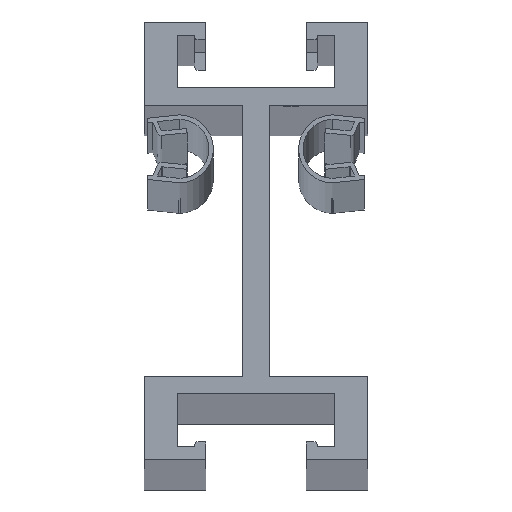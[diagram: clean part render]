
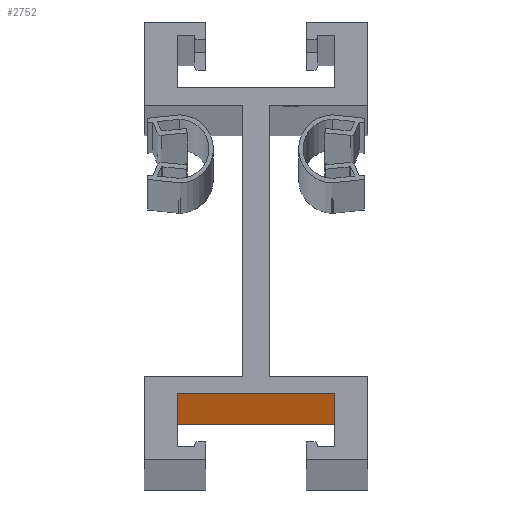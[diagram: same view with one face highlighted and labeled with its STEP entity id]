
A CAD part, top view. The second image highlights one B-rep face of the part: STEP entity #2752.
In plain terms, the highlighted planar face has unit normal (0, -1, 0).
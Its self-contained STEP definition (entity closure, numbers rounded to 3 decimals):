
#229 = CARTESIAN_POINT ( 'NONE',  ( 266.612, 480.744, 4337.519 ) ) ;
#301 = DIRECTION ( 'NONE',  ( 0., 0., -1. ) ) ;
#303 = DIRECTION ( 'NONE',  ( 1., 0., 0. ) ) ;
#381 = VERTEX_POINT ( 'NONE', #4744 ) ;
#773 = PLANE ( 'NONE',  #1965 ) ;
#1162 = CARTESIAN_POINT ( 'NONE',  ( 266.612, 480.744, 337.519 ) ) ;
#1276 = EDGE_CURVE ( 'NONE', #2023, #381, #2135, .T. ) ;
#1340 = VECTOR ( 'NONE', #4898, 1000. ) ;
#1349 = EDGE_CURVE ( 'NONE', #2023, #4462, #3682, .T. ) ;
#1362 = ORIENTED_EDGE ( 'NONE', *, *, #2487, .T. ) ;
#1535 = CARTESIAN_POINT ( 'NONE',  ( 266.612, 480.744, 337.519 ) ) ;
#1624 = EDGE_CURVE ( 'NONE', #4462, #4981, #4034, .T. ) ;
#1757 = VECTOR ( 'NONE', #4312, 1000. ) ;
#1949 = ORIENTED_EDGE ( 'NONE', *, *, #1624, .F. ) ;
#1965 = AXIS2_PLACEMENT_3D ( 'NONE', #3498, #4209, #4162 ) ;
#2023 = VERTEX_POINT ( 'NONE', #3357 ) ;
#2073 = VECTOR ( 'NONE', #301, 1000. ) ;
#2135 = LINE ( 'NONE', #4497, #2073 ) ;
#2487 = EDGE_CURVE ( 'NONE', #381, #4981, #3830, .T. ) ;
#2752 = ADVANCED_FACE ( 'NONE', ( #4230 ), #773, .F. ) ;
#2970 = EDGE_LOOP ( 'NONE', ( #1362, #1949, #4222, #3343 ) ) ;
#3343 = ORIENTED_EDGE ( 'NONE', *, *, #1276, .T. ) ;
#3357 = CARTESIAN_POINT ( 'NONE',  ( 230.612, 480.744, 4337.519 ) ) ;
#3498 = CARTESIAN_POINT ( 'NONE',  ( 266.612, 480.744, 4337.519 ) ) ;
#3682 = LINE ( 'NONE', #4120, #1340 ) ;
#3830 = LINE ( 'NONE', #1162, #4998 ) ;
#4034 = LINE ( 'NONE', #4771, #1757 ) ;
#4120 = CARTESIAN_POINT ( 'NONE',  ( 266.612, 480.744, 4337.519 ) ) ;
#4162 = DIRECTION ( 'NONE',  ( -1., 0., 0. ) ) ;
#4209 = DIRECTION ( 'NONE',  ( 0., 1., 0. ) ) ;
#4222 = ORIENTED_EDGE ( 'NONE', *, *, #1349, .F. ) ;
#4230 = FACE_OUTER_BOUND ( 'NONE', #2970, .T. ) ;
#4312 = DIRECTION ( 'NONE',  ( 0., 0., -1. ) ) ;
#4462 = VERTEX_POINT ( 'NONE', #229 ) ;
#4497 = CARTESIAN_POINT ( 'NONE',  ( 230.612, 480.744, 4337.519 ) ) ;
#4744 = CARTESIAN_POINT ( 'NONE',  ( 230.612, 480.744, 337.519 ) ) ;
#4771 = CARTESIAN_POINT ( 'NONE',  ( 266.612, 480.744, 4337.519 ) ) ;
#4898 = DIRECTION ( 'NONE',  ( 1., 0., 0. ) ) ;
#4981 = VERTEX_POINT ( 'NONE', #1535 ) ;
#4998 = VECTOR ( 'NONE', #303, 1000. ) ;
